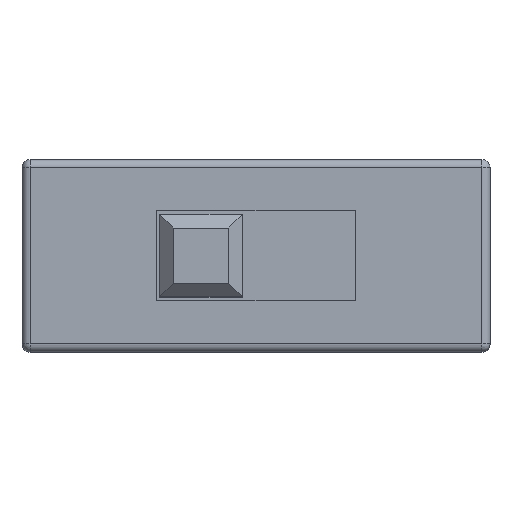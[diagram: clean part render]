
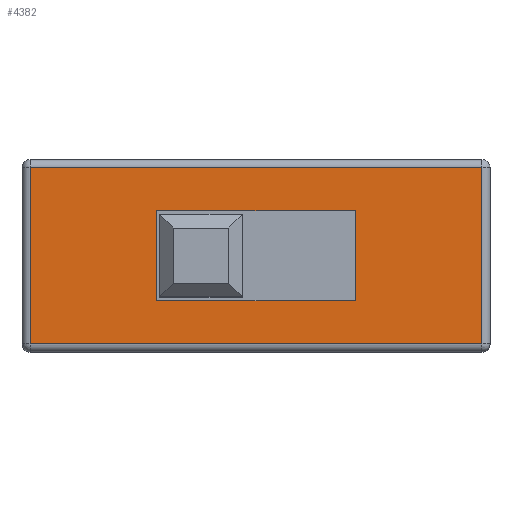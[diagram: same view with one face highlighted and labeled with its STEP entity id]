
A CAD part, top view. The second image highlights one B-rep face of the part: STEP entity #4382.
In plain terms, the highlighted planar face has unit normal (0, 0, 1).
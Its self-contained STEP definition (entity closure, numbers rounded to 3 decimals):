
#5 = LINE ( 'NONE', #1934, #2023 ) ;
#54 = CARTESIAN_POINT ( 'NONE',  ( -1.8, -0.82, 3.7 ) ) ;
#86 = CARTESIAN_POINT ( 'NONE',  ( 1.8, 0.82, 3.7 ) ) ;
#153 = VECTOR ( 'NONE', #2604, 1000. ) ;
#185 = CARTESIAN_POINT ( 'NONE',  ( 4.1, -1.6, 3.7 ) ) ;
#196 = ORIENTED_EDGE ( 'NONE', *, *, #4214, .T. ) ;
#236 = EDGE_LOOP ( 'NONE', ( #3580, #1826, #3793, #1110 ) ) ;
#372 = VECTOR ( 'NONE', #4165, 1000. ) ;
#422 = EDGE_CURVE ( 'NONE', #2124, #534, #3795, .T. ) ;
#468 = LINE ( 'NONE', #3487, #2434 ) ;
#472 = EDGE_CURVE ( 'NONE', #534, #4159, #2115, .T. ) ;
#503 = EDGE_CURVE ( 'NONE', #1527, #2580, #4308, .T. ) ;
#533 = CARTESIAN_POINT ( 'NONE',  ( 1.8, -0.82, 3.7 ) ) ;
#534 = VERTEX_POINT ( 'NONE', #185 ) ;
#747 = CARTESIAN_POINT ( 'NONE',  ( 1.8, 0.82, 3.7 ) ) ;
#795 = DIRECTION ( 'NONE',  ( -1., 0., 0. ) ) ;
#888 = CARTESIAN_POINT ( 'NONE',  ( 1.8, -0.82, 3.7 ) ) ;
#989 = VERTEX_POINT ( 'NONE', #86 ) ;
#1110 = ORIENTED_EDGE ( 'NONE', *, *, #1196, .F. ) ;
#1112 = DIRECTION ( 'NONE',  ( 1., 0., 0. ) ) ;
#1164 = FACE_OUTER_BOUND ( 'NONE', #2300, .T. ) ;
#1196 = EDGE_CURVE ( 'NONE', #2580, #989, #1829, .T. ) ;
#1366 = CARTESIAN_POINT ( 'NONE',  ( -4.1, 0., 3.7 ) ) ;
#1478 = CARTESIAN_POINT ( 'NONE',  ( 0., -1.6, 3.7 ) ) ;
#1512 = PLANE ( 'NONE',  #3250 ) ;
#1527 = VERTEX_POINT ( 'NONE', #54 ) ;
#1536 = VECTOR ( 'NONE', #3414, 1000. ) ;
#1757 = CARTESIAN_POINT ( 'NONE',  ( 1.8, 0.82, 3.7 ) ) ;
#1790 = CARTESIAN_POINT ( 'NONE',  ( -1.8, 0.82, 3.7 ) ) ;
#1800 = CARTESIAN_POINT ( 'NONE',  ( 0., 0., 3.7 ) ) ;
#1811 = EDGE_CURVE ( 'NONE', #989, #2291, #3082, .T. ) ;
#1826 = ORIENTED_EDGE ( 'NONE', *, *, #1838, .F. ) ;
#1829 = LINE ( 'NONE', #747, #3199 ) ;
#1838 = EDGE_CURVE ( 'NONE', #2291, #1527, #468, .T. ) ;
#1934 = CARTESIAN_POINT ( 'NONE',  ( 0., 1.6, 3.7 ) ) ;
#2023 = VECTOR ( 'NONE', #2978, 1000. ) ;
#2088 = DIRECTION ( 'NONE',  ( 0., -1., 0. ) ) ;
#2092 = ORIENTED_EDGE ( 'NONE', *, *, #472, .T. ) ;
#2115 = LINE ( 'NONE', #2816, #372 ) ;
#2116 = DIRECTION ( 'NONE',  ( 0., 1., 0. ) ) ;
#2124 = VERTEX_POINT ( 'NONE', #4360 ) ;
#2190 = FACE_BOUND ( 'NONE', #236, .T. ) ;
#2291 = VERTEX_POINT ( 'NONE', #1790 ) ;
#2300 = EDGE_LOOP ( 'NONE', ( #2092, #3292, #196, #3038 ) ) ;
#2434 = VECTOR ( 'NONE', #2088, 1000. ) ;
#2580 = VERTEX_POINT ( 'NONE', #533 ) ;
#2604 = DIRECTION ( 'NONE',  ( 1., 0., 0. ) ) ;
#2635 = CARTESIAN_POINT ( 'NONE',  ( 4.1, 1.6, 3.7 ) ) ;
#2783 = VECTOR ( 'NONE', #795, 1000. ) ;
#2816 = CARTESIAN_POINT ( 'NONE',  ( 4.1, 0., 3.7 ) ) ;
#2910 = DIRECTION ( 'NONE',  ( 0., 0., -1. ) ) ;
#2943 = VERTEX_POINT ( 'NONE', #3016 ) ;
#2978 = DIRECTION ( 'NONE',  ( -1., 0., 0. ) ) ;
#3016 = CARTESIAN_POINT ( 'NONE',  ( -4.1, 1.6, 3.7 ) ) ;
#3038 = ORIENTED_EDGE ( 'NONE', *, *, #422, .T. ) ;
#3080 = LINE ( 'NONE', #1366, #1536 ) ;
#3082 = LINE ( 'NONE', #1757, #2783 ) ;
#3199 = VECTOR ( 'NONE', #2116, 1000. ) ;
#3250 = AXIS2_PLACEMENT_3D ( 'NONE', #1800, #2910, #4191 ) ;
#3292 = ORIENTED_EDGE ( 'NONE', *, *, #4138, .T. ) ;
#3414 = DIRECTION ( 'NONE',  ( 0., -1., 0. ) ) ;
#3487 = CARTESIAN_POINT ( 'NONE',  ( -1.8, 0.82, 3.7 ) ) ;
#3580 = ORIENTED_EDGE ( 'NONE', *, *, #503, .F. ) ;
#3793 = ORIENTED_EDGE ( 'NONE', *, *, #1811, .F. ) ;
#3795 = LINE ( 'NONE', #1478, #4190 ) ;
#4138 = EDGE_CURVE ( 'NONE', #4159, #2943, #5, .T. ) ;
#4159 = VERTEX_POINT ( 'NONE', #2635 ) ;
#4165 = DIRECTION ( 'NONE',  ( 0., 1., 0. ) ) ;
#4190 = VECTOR ( 'NONE', #1112, 1000. ) ;
#4191 = DIRECTION ( 'NONE',  ( -1., 0., 0. ) ) ;
#4214 = EDGE_CURVE ( 'NONE', #2943, #2124, #3080, .T. ) ;
#4308 = LINE ( 'NONE', #888, #153 ) ;
#4360 = CARTESIAN_POINT ( 'NONE',  ( -4.1, -1.6, 3.7 ) ) ;
#4382 = ADVANCED_FACE ( 'NONE', ( #1164, #2190 ), #1512, .F. ) ;
